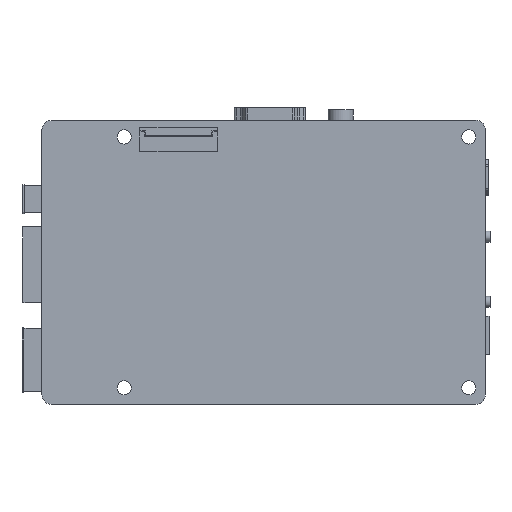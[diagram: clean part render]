
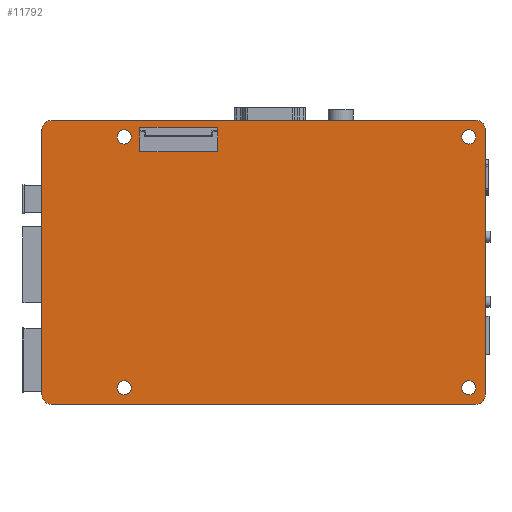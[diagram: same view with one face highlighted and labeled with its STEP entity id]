
A CAD part, front view. The second image highlights one B-rep face of the part: STEP entity #11792.
In plain terms, the highlighted planar face has unit normal (0, -1, 0).
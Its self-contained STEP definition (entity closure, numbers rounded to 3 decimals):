
#200=LINE('',#15954,#1714);
#204=LINE('',#15962,#1718);
#207=LINE('',#15968,#1721);
#210=LINE('',#15974,#1724);
#213=LINE('',#15981,#1727);
#217=LINE('',#15989,#1731);
#220=LINE('',#15995,#1734);
#223=LINE('',#16001,#1737);
#226=LINE('',#16007,#1740);
#229=LINE('',#16013,#1743);
#232=LINE('',#16019,#1746);
#237=LINE('',#16028,#1751);
#243=LINE('',#16040,#1757);
#244=LINE('',#16043,#1758);
#246=LINE('',#16046,#1760);
#247=LINE('',#16048,#1761);
#1406=LINE('',#18562,#2920);
#1455=LINE('',#18668,#2969);
#1460=LINE('',#18679,#2974);
#1462=LINE('',#18685,#2976);
#1714=VECTOR('',#12931,1.);
#1718=VECTOR('',#12937,14.03);
#1721=VECTOR('',#12942,1.);
#1724=VECTOR('',#12947,1.2);
#1727=VECTOR('',#12952,1.);
#1731=VECTOR('',#12958,1.);
#1734=VECTOR('',#12963,14.43);
#1737=VECTOR('',#12968,1.);
#1740=VECTOR('',#12973,1.);
#1743=VECTOR('',#12978,1.2);
#1746=VECTOR('',#12983,4.2);
#1751=VECTOR('',#12990,0.8);
#1757=VECTOR('',#13002,4.2);
#1758=VECTOR('',#13005,0.8);
#1760=VECTOR('',#13009,16.43);
#1761=VECTOR('',#13012,16.43);
#2920=VECTOR('',#15249,89.7);
#2969=VECTOR('',#15320,56.);
#2974=VECTOR('',#15331,89.7);
#2976=VECTOR('',#15339,56.);
#3624=PLANE('',#12532);
#3712=FACE_BOUND('',#5063,.T.);
#3713=FACE_BOUND('',#5064,.T.);
#3714=FACE_BOUND('',#5065,.T.);
#3715=FACE_BOUND('',#5066,.T.);
#3716=FACE_BOUND('',#5067,.T.);
#3717=FACE_BOUND('',#5068,.T.);
#4346=FACE_OUTER_BOUND('',#5062,.T.);
#5062=EDGE_LOOP('',(#11082,#11083,#11084,#11085,#11086,#11087,#11088,#11089));
#5063=EDGE_LOOP('',(#11090,#11091,#11092,#11093,#11094,#11095,#11096,#11097));
#5064=EDGE_LOOP('',(#11098,#11099,#11100,#11101,#11102,#11103,#11104,#11105));
#5065=EDGE_LOOP('',(#11106));
#5066=EDGE_LOOP('',(#11107));
#5067=EDGE_LOOP('',(#11108));
#5068=EDGE_LOOP('',(#11109));
#5162=CIRCLE('',#12458,2.);
#5171=CIRCLE('',#12470,2.);
#5172=CIRCLE('',#12473,2.);
#5173=CIRCLE('',#12476,2.);
#5174=CIRCLE('',#12525,1.5);
#5175=CIRCLE('',#12527,1.5);
#5176=CIRCLE('',#12529,1.5);
#5177=CIRCLE('',#12531,1.5);
#5318=VERTEX_POINT('',#15952);
#5319=VERTEX_POINT('',#15953);
#5322=VERTEX_POINT('',#15961);
#5324=VERTEX_POINT('',#15967);
#5326=VERTEX_POINT('',#15973);
#5328=VERTEX_POINT('',#15979);
#5329=VERTEX_POINT('',#15980);
#5332=VERTEX_POINT('',#15988);
#5334=VERTEX_POINT('',#15994);
#5336=VERTEX_POINT('',#16000);
#5338=VERTEX_POINT('',#16006);
#5340=VERTEX_POINT('',#16012);
#5342=VERTEX_POINT('',#16018);
#5345=VERTEX_POINT('',#16026);
#5348=VERTEX_POINT('',#16038);
#5349=VERTEX_POINT('',#16042);
#6160=VERTEX_POINT('',#18549);
#6161=VERTEX_POINT('',#18550);
#6165=VERTEX_POINT('',#18560);
#6210=VERTEX_POINT('',#18662);
#6211=VERTEX_POINT('',#18666);
#6212=VERTEX_POINT('',#18670);
#6214=VERTEX_POINT('',#18677);
#6215=VERTEX_POINT('',#18681);
#6249=VERTEX_POINT('',#18837);
#6250=VERTEX_POINT('',#18840);
#6251=VERTEX_POINT('',#18843);
#6252=VERTEX_POINT('',#18846);
#6459=EDGE_CURVE('',#5318,#5319,#200,.T.);
#6463=EDGE_CURVE('',#5322,#5318,#204,.T.);
#6466=EDGE_CURVE('',#5324,#5322,#207,.T.);
#6469=EDGE_CURVE('',#5326,#5324,#210,.T.);
#6472=EDGE_CURVE('',#5328,#5329,#213,.T.);
#6476=EDGE_CURVE('',#5332,#5328,#217,.T.);
#6479=EDGE_CURVE('',#5334,#5332,#220,.T.);
#6482=EDGE_CURVE('',#5336,#5334,#223,.T.);
#6485=EDGE_CURVE('',#5338,#5336,#226,.T.);
#6488=EDGE_CURVE('',#5319,#5340,#229,.T.);
#6491=EDGE_CURVE('',#5342,#5329,#232,.T.);
#6496=EDGE_CURVE('',#5326,#5345,#237,.T.);
#6502=EDGE_CURVE('',#5338,#5348,#243,.T.);
#6503=EDGE_CURVE('',#5349,#5340,#244,.T.);
#6505=EDGE_CURVE('',#5345,#5349,#246,.T.);
#6506=EDGE_CURVE('',#5348,#5342,#247,.T.);
#7724=EDGE_CURVE('',#6160,#6161,#5162,.T.);
#7730=EDGE_CURVE('',#6160,#6165,#1406,.T.);
#7784=EDGE_CURVE('',#6210,#6165,#5171,.T.);
#7787=EDGE_CURVE('',#6210,#6211,#1455,.T.);
#7788=EDGE_CURVE('',#6212,#6211,#5172,.T.);
#7793=EDGE_CURVE('',#6212,#6214,#1460,.T.);
#7794=EDGE_CURVE('',#6215,#6214,#5173,.T.);
#7796=EDGE_CURVE('',#6215,#6161,#1462,.T.);
#7868=EDGE_CURVE('',#6249,#6249,#5174,.T.);
#7869=EDGE_CURVE('',#6250,#6250,#5175,.T.);
#7870=EDGE_CURVE('',#6251,#6251,#5176,.T.);
#7871=EDGE_CURVE('',#6252,#6252,#5177,.T.);
#11082=ORIENTED_EDGE('',*,*,#7724,.F.);
#11083=ORIENTED_EDGE('',*,*,#7730,.T.);
#11084=ORIENTED_EDGE('',*,*,#7784,.F.);
#11085=ORIENTED_EDGE('',*,*,#7787,.T.);
#11086=ORIENTED_EDGE('',*,*,#7788,.F.);
#11087=ORIENTED_EDGE('',*,*,#7793,.T.);
#11088=ORIENTED_EDGE('',*,*,#7794,.F.);
#11089=ORIENTED_EDGE('',*,*,#7796,.T.);
#11090=ORIENTED_EDGE('',*,*,#6496,.T.);
#11091=ORIENTED_EDGE('',*,*,#6505,.T.);
#11092=ORIENTED_EDGE('',*,*,#6503,.T.);
#11093=ORIENTED_EDGE('',*,*,#6488,.F.);
#11094=ORIENTED_EDGE('',*,*,#6459,.F.);
#11095=ORIENTED_EDGE('',*,*,#6463,.F.);
#11096=ORIENTED_EDGE('',*,*,#6466,.F.);
#11097=ORIENTED_EDGE('',*,*,#6469,.F.);
#11098=ORIENTED_EDGE('',*,*,#6472,.F.);
#11099=ORIENTED_EDGE('',*,*,#6476,.F.);
#11100=ORIENTED_EDGE('',*,*,#6479,.F.);
#11101=ORIENTED_EDGE('',*,*,#6482,.F.);
#11102=ORIENTED_EDGE('',*,*,#6485,.F.);
#11103=ORIENTED_EDGE('',*,*,#6502,.T.);
#11104=ORIENTED_EDGE('',*,*,#6506,.T.);
#11105=ORIENTED_EDGE('',*,*,#6491,.T.);
#11106=ORIENTED_EDGE('',*,*,#7868,.T.);
#11107=ORIENTED_EDGE('',*,*,#7869,.T.);
#11108=ORIENTED_EDGE('',*,*,#7870,.T.);
#11109=ORIENTED_EDGE('',*,*,#7871,.T.);
#11792=ADVANCED_FACE('',(#4346,#3712,#3713,#3714,#3715,#3716,#3717),#3624,
 .T.);
#12458=AXIS2_PLACEMENT_3D('',#18551,#15239,#15240);
#12470=AXIS2_PLACEMENT_3D('',#18663,#15314,#15315);
#12473=AXIS2_PLACEMENT_3D('',#18671,#15323,#15324);
#12476=AXIS2_PLACEMENT_3D('',#18682,#15334,#15335);
#12525=AXIS2_PLACEMENT_3D('',#18838,#15505,#15506);
#12527=AXIS2_PLACEMENT_3D('',#18841,#15509,#15510);
#12529=AXIS2_PLACEMENT_3D('',#18844,#15513,#15514);
#12531=AXIS2_PLACEMENT_3D('',#18847,#15517,#15518);
#12532=AXIS2_PLACEMENT_3D('',#18848,#15519,#15520);
#12931=DIRECTION('',(0.,0.,1.));
#12937=DIRECTION('',(1.,0.,0.));
#12942=DIRECTION('',(0.,0.,-1.));
#12947=DIRECTION('',(1.,0.,0.));
#12952=DIRECTION('',(-1.,0.,0.));
#12958=DIRECTION('',(0.,0.,1.));
#12963=DIRECTION('',(-1.,0.,0.));
#12968=DIRECTION('',(0.,0.,-1.));
#12973=DIRECTION('',(-1.,0.,0.));
#12978=DIRECTION('',(1.,0.,0.));
#12983=DIRECTION('',(0.,0.,1.));
#12990=DIRECTION('',(0.,0.,1.));
#13002=DIRECTION('',(0.,0.,-1.));
#13005=DIRECTION('',(0.,0.,-1.));
#13009=DIRECTION('',(1.,0.,0.));
#13012=DIRECTION('',(-1.,0.,0.));
#15239=DIRECTION('center_axis',(0.,1.,0.));
#15240=DIRECTION('ref_axis',(-0.707,0.,-0.707));
#15249=DIRECTION('',(1.,0.,0.));
#15314=DIRECTION('center_axis',(0.,1.,0.));
#15315=DIRECTION('ref_axis',(0.707,0.,-0.707));
#15320=DIRECTION('',(0.,0.,1.));
#15323=DIRECTION('center_axis',(0.,1.,0.));
#15324=DIRECTION('ref_axis',(0.707,0.,0.707));
#15331=DIRECTION('',(-1.,0.,0.));
#15334=DIRECTION('center_axis',(0.,1.,0.));
#15335=DIRECTION('ref_axis',(-0.707,0.,0.707));
#15339=DIRECTION('',(0.,0.,-1.));
#15505=DIRECTION('center_axis',(0.,1.,0.));
#15506=DIRECTION('ref_axis',(-1.,0.,0.));
#15509=DIRECTION('center_axis',(0.,1.,0.));
#15510=DIRECTION('ref_axis',(1.,0.,0.));
#15513=DIRECTION('center_axis',(0.,1.,0.));
#15514=DIRECTION('ref_axis',(1.,0.,0.));
#15517=DIRECTION('center_axis',(0.,1.,0.));
#15518=DIRECTION('ref_axis',(-1.,0.,0.));
#15519=DIRECTION('center_axis',(0.,-1.,0.));
#15520=DIRECTION('ref_axis',(0.,0.,-1.));
#15952=CARTESIAN_POINT('',(-10.92,-1.55,26.8));
#15953=CARTESIAN_POINT('',(-10.92,-1.55,27.8));
#15954=CARTESIAN_POINT('',(-10.92,-1.55,27.));
#15961=CARTESIAN_POINT('',(-24.95,-1.55,26.8));
#15962=CARTESIAN_POINT('',(-21.443,-1.55,26.8));
#15967=CARTESIAN_POINT('',(-24.95,-1.55,27.8));
#15968=CARTESIAN_POINT('',(-24.95,-1.55,27.5));
#15973=CARTESIAN_POINT('',(-26.15,-1.55,27.8));
#15974=CARTESIAN_POINT('',(-22.043,-1.55,27.8));
#15979=CARTESIAN_POINT('',(-25.15,-1.55,27.6));
#15980=CARTESIAN_POINT('',(-26.15,-1.55,27.6));
#15981=CARTESIAN_POINT('',(-21.543,-1.55,27.6));
#15988=CARTESIAN_POINT('',(-25.15,-1.55,26.6));
#15989=CARTESIAN_POINT('',(-25.15,-1.55,26.9));
#15994=CARTESIAN_POINT('',(-10.72,-1.55,26.6));
#15995=CARTESIAN_POINT('',(-14.328,-1.55,26.6));
#16000=CARTESIAN_POINT('',(-10.72,-1.55,27.6));
#16001=CARTESIAN_POINT('',(-10.72,-1.55,27.4));
#16006=CARTESIAN_POINT('',(-9.72,-1.55,27.6));
#16007=CARTESIAN_POINT('',(-13.828,-1.55,27.6));
#16012=CARTESIAN_POINT('',(-9.72,-1.55,27.8));
#16013=CARTESIAN_POINT('',(-14.427,-1.55,27.8));
#16018=CARTESIAN_POINT('',(-26.15,-1.55,23.4));
#16019=CARTESIAN_POINT('',(-26.15,-1.55,14.3));
#16026=CARTESIAN_POINT('',(-26.15,-1.55,28.6));
#16028=CARTESIAN_POINT('',(-26.15,-1.55,14.3));
#16038=CARTESIAN_POINT('',(-9.72,-1.55,23.4));
#16040=CARTESIAN_POINT('',(-9.72,-1.55,11.7));
#16042=CARTESIAN_POINT('',(-9.72,-1.55,28.6));
#16043=CARTESIAN_POINT('',(-9.72,-1.55,11.7));
#16046=CARTESIAN_POINT('',(-4.86,-1.55,28.6));
#16048=CARTESIAN_POINT('',(-13.075,-1.55,23.4));
#18549=CARTESIAN_POINT('',(-44.85,-1.55,-30.));
#18550=CARTESIAN_POINT('',(-46.85,-1.55,-28.));
#18551=CARTESIAN_POINT('Origin',(-44.85,-1.55,-28.));
#18560=CARTESIAN_POINT('',(44.85,-1.55,-30.));
#18562=CARTESIAN_POINT('',(-46.85,-1.55,-30.));
#18662=CARTESIAN_POINT('',(46.85,-1.55,-28.));
#18663=CARTESIAN_POINT('Origin',(44.85,-1.55,-28.));
#18666=CARTESIAN_POINT('',(46.85,-1.55,28.));
#18668=CARTESIAN_POINT('',(46.85,-1.55,-30.));
#18670=CARTESIAN_POINT('',(44.85,-1.55,30.));
#18671=CARTESIAN_POINT('Origin',(44.85,-1.55,28.));
#18677=CARTESIAN_POINT('',(-44.85,-1.55,30.));
#18679=CARTESIAN_POINT('',(46.85,-1.55,30.));
#18681=CARTESIAN_POINT('',(-46.85,-1.55,28.));
#18682=CARTESIAN_POINT('Origin',(-44.85,-1.55,28.));
#18685=CARTESIAN_POINT('',(-46.85,-1.55,30.));
#18837=CARTESIAN_POINT('',(-27.95,-1.55,-26.5));
#18838=CARTESIAN_POINT('Origin',(-29.45,-1.55,-26.5));
#18840=CARTESIAN_POINT('',(41.85,-1.55,26.5));
#18841=CARTESIAN_POINT('Origin',(43.35,-1.55,26.5));
#18843=CARTESIAN_POINT('',(41.85,-1.55,-26.5));
#18844=CARTESIAN_POINT('Origin',(43.35,-1.55,-26.5));
#18846=CARTESIAN_POINT('',(-27.95,-1.55,26.5));
#18847=CARTESIAN_POINT('Origin',(-29.45,-1.55,26.5));
#18848=CARTESIAN_POINT('Origin',(0.,-1.55,0.));
